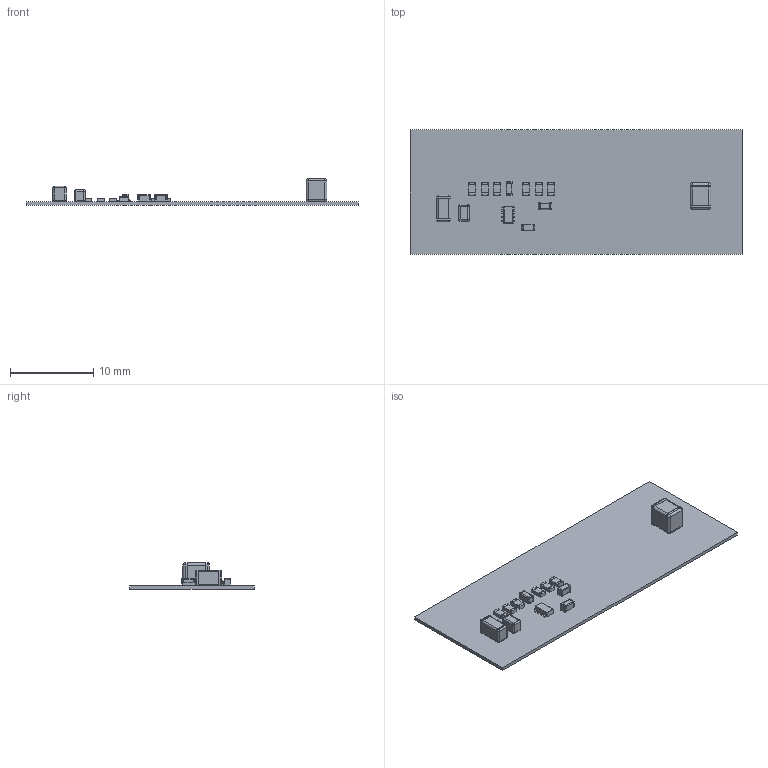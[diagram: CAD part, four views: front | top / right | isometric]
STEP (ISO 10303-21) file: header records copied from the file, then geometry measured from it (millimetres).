
FILE_DESCRIPTION(('Open CASCADE Model'),'2;1');
FILE_NAME('Open CASCADE Shape Model','2023-10-06T20:28:44',('Author'),( 'Open CASCADE'),'Open CASCADE STEP processor 7.5','Open CASCADE 7.5' ,'Unknown');
FILE_SCHEMA(('AUTOMOTIVE_DESIGN { 1 0 10303 214 1 1 1 1 }'));
Length unit declared in the file: millimetre
Products named in the file (44): PCB; Board; Open CASCADE STEP translator 7.5 1.1.1; R3; 0603_SMD_R; R4; R1; R5; R6; R2; C3; 1206_SMD_C; Fillet1; Fillet2; body2; C2; 0603_SMD_C; C5; C1; C6; 1210_SMD_C; C4; 0805_SMD_C; B1; SOT583_TPS62933; FRAME-DRL0008A; Open CASCADE STEP translator 7.5 1.14.1.1.1; Open CASCADE STEP translator 7.5 1.14.1.1.2; Open CASCADE STEP translator 7.5 1.14.1.1.3; Open CASCADE STEP translator 7.5 1.14.1.1.4; Open CASCADE STEP translator 7.5 1.14.1.1.5; Open CASCADE STEP translator 7.5 1.14.1.1.6; Open CASCADE STEP translator 7.5 1.14.1.1.7; Open CASCADE STEP translator 7.5 1.14.1.1.8; BODY-SOT
Assembly tree (50 placements, depth 5):
  PCB
    Board
      Open CASCADE STEP translator 7.5 1.1.1
    R3
      0603_SMD_R
    R4
      0603_SMD_R
    R1
      0603_SMD_R
    R5
      0603_SMD_R
    R6
      0603_SMD_R
    R2
      0603_SMD_R
    C3
      1206_SMD_C
        Fillet1
        Fillet2
        body2
    C2
      0603_SMD_C
        Fillet1
        Fillet2
        body2
    C5
      0603_SMD_C
        Fillet1
        Fillet2
        body2
    C1
      0603_SMD_C
        Fillet1
        Fillet2
        body2
    C6
      1210_SMD_C
        Fillet1
        Fillet2
        body2
    C4
      0805_SMD_C
        Fillet1
        Fillet2
        body2
    B1
      SOT583_TPS62933
        FRAME-DRL0008A
          Open CASCADE STEP translator 7.5 1.14.1.1.1
          Open CASCADE STEP translator 7.5 1.14.1.1.2
          Open CASCADE STEP translator 7.5 1.14.1.1.3
          Open CASCADE STEP translator 7.5 1.14.1.1.4
          Open CASCADE STEP translator 7.5 1.14.1.1.5
          Open CASCADE STEP translator 7.5 1.14.1.1.6
          Open CASCADE STEP translator 7.5 1.14.1.1.7
          Open CASCADE STEP translator 7.5 1.14.1.1.8
        BODY-SOT
Bounding box: 40 x 15 x 3.21 mm (x, y, z)
Volume: 289 mm3; surface area: 1439.9 mm2
Topology: 34 solids, 34 shells, 536 faces, 1296 edges, 780 vertices
Faces by surface type: plane 356, cylinder 128, sphere 52
Entity records: 9716 total; most frequent: DIRECTION 1594, CARTESIAN_POINT 1517, ORIENTED_EDGE 1392, EDGE_CURVE 696, AXIS2_PLACEMENT_3D 537, LINE 520, VECTOR 520, VERTEX_POINT 428
